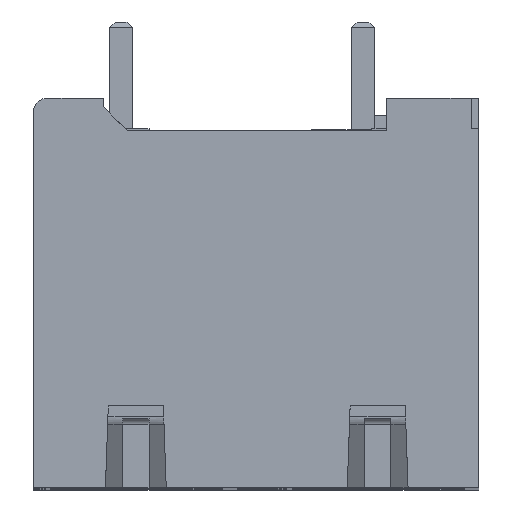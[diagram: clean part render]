
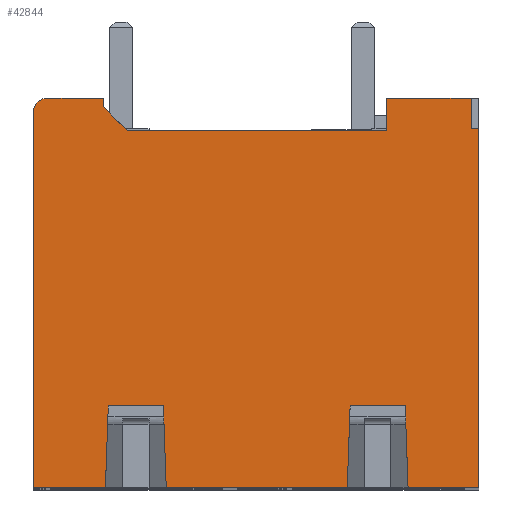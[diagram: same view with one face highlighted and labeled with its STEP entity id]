
A CAD part, top view. The second image highlights one B-rep face of the part: STEP entity #42844.
In plain terms, the highlighted planar face has unit normal (0, 0, 1).
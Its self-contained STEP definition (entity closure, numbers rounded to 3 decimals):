
#1071=DIRECTION('',(1.,0.,0.));
#1072=VECTOR('',#1071,2.462);
#1073=CARTESIAN_POINT('',(-3.,0.,2.2));
#1074=LINE('',#1073,#1072);
#1087=DIRECTION('',(1.,0.,0.));
#1088=VECTOR('',#1087,6.175);
#1089=CARTESIAN_POINT('',(1.537,0.,2.2));
#1090=LINE('',#1089,#1088);
#1103=DIRECTION('',(1.,0.,0.));
#1104=VECTOR('',#1103,2.413);
#1105=CARTESIAN_POINT('',(9.787,0.,2.2));
#1106=LINE('',#1105,#1104);
#9989=DIRECTION('',(-1.,0.,0.));
#9990=VECTOR('',#9989,2.878);
#9991=CARTESIAN_POINT('',(11.938,13.3,2.2));
#9992=LINE('',#9991,#9990);
#10013=DIRECTION('',(0.,-1.,0.));
#10014=VECTOR('',#10013,1.107);
#10015=CARTESIAN_POINT('',(9.059,13.3,2.2));
#10016=LINE('',#10015,#10014);
#10285=DIRECTION('',(-1.,0.,0.));
#10286=VECTOR('',#10285,8.853);
#10287=CARTESIAN_POINT('',(9.059,12.193,2.2));
#10288=LINE('',#10287,#10286);
#10807=DIRECTION('',(0.,1.,0.));
#10808=VECTOR('',#10807,0.295);
#10809=CARTESIAN_POINT('',(-0.605,13.005,2.2));
#10810=LINE('',#10809,#10808);
#10819=DIRECTION('',(-1.,0.,0.));
#10820=VECTOR('',#10819,1.895);
#10821=CARTESIAN_POINT('',(-0.605,13.3,2.2));
#10822=LINE('',#10821,#10820);
#11963=DIRECTION('',(0.,-1.,0.));
#11964=VECTOR('',#11963,12.25);
#11965=CARTESIAN_POINT('',(12.2,12.25,2.2));
#11966=LINE('',#11965,#11964);
#11967=DIRECTION('',(-0.035,0.999,0.));
#11968=VECTOR('',#11967,2.802);
#11969=CARTESIAN_POINT('',(9.787,0.,2.2));
#11970=LINE('',#11969,#11968);
#11971=DIRECTION('',(-1.,0.,0.));
#11972=VECTOR('',#11971,1.879);
#11973=CARTESIAN_POINT('',(9.69,2.8,2.2));
#11974=LINE('',#11973,#11972);
#11975=DIRECTION('',(-0.035,-0.999,0.));
#11976=VECTOR('',#11975,2.802);
#11977=CARTESIAN_POINT('',(7.811,2.8,2.2));
#11978=LINE('',#11977,#11976);
#11979=DIRECTION('',(-0.035,0.999,0.));
#11980=VECTOR('',#11979,2.802);
#11981=CARTESIAN_POINT('',(1.537,0.,2.2));
#11982=LINE('',#11981,#11980);
#11983=DIRECTION('',(-1.,0.,0.));
#11984=VECTOR('',#11983,1.879);
#11985=CARTESIAN_POINT('',(1.44,2.8,2.2));
#11986=LINE('',#11985,#11984);
#11987=DIRECTION('',(-0.035,-0.999,0.));
#11988=VECTOR('',#11987,2.802);
#11989=CARTESIAN_POINT('',(-0.439,2.8,
2.2));
#11990=LINE('',#11989,#11988);
#11991=DIRECTION('',(0.,1.,0.));
#11992=VECTOR('',#11991,12.8);
#11993=CARTESIAN_POINT('',(-3.,0.,2.2));
#11994=LINE('',#11993,#11992);
#11995=CARTESIAN_POINT('',(-2.5,12.8,2.2));
#11996=DIRECTION('',(0.,0.,-1.));
#11997=DIRECTION('',(-1.,0.,0.));
#11998=AXIS2_PLACEMENT_3D('',#11995,#11996,#11997);
#12000=DIRECTION('',(0.707,-0.707,0.));
#12001=VECTOR('',#12000,1.149);
#12002=CARTESIAN_POINT('',(-0.605,13.005,2.2));
#12003=LINE('',#12002,#12001);
#12004=DIRECTION('',(1.,0.,0.));
#12005=VECTOR('',#12004,0.262);
#12006=CARTESIAN_POINT('',(11.938,12.25,2.2));
#12007=LINE('',#12006,#12005);
#12320=DIRECTION('',(0.,1.,0.));
#12321=VECTOR('',#12320,1.05);
#12322=CARTESIAN_POINT('',(11.938,12.25,2.2));
#12323=LINE('',#12322,#12321);
#19457=CARTESIAN_POINT('',(12.2,12.25,2.2));
#19459=VERTEX_POINT('',#19457);
#19464=CARTESIAN_POINT('',(11.938,13.3,2.2));
#19465=VERTEX_POINT('',#19464);
#19466=CARTESIAN_POINT('',(9.059,13.3,2.2));
#19467=VERTEX_POINT('',#19466);
#19468=CARTESIAN_POINT('',(9.059,12.193,2.2));
#19469=VERTEX_POINT('',#19468);
#19518=CARTESIAN_POINT('',(0.207,12.193,2.2));
#19519=VERTEX_POINT('',#19518);
#19564=CARTESIAN_POINT('',(-0.605,13.005,2.2));
#19565=VERTEX_POINT('',#19564);
#19566=CARTESIAN_POINT('',(-0.605,13.3,2.2));
#19567=VERTEX_POINT('',#19566);
#19568=CARTESIAN_POINT('',(-2.5,13.3,2.2));
#19569=VERTEX_POINT('',#19568);
#19591=CARTESIAN_POINT('',(-3.,12.8,2.2));
#19592=VERTEX_POINT('',#19591);
#19593=CARTESIAN_POINT('',(11.938,12.25,2.2));
#19594=VERTEX_POINT('',#19593);
#19713=CARTESIAN_POINT('',(-0.439,2.8,
2.2));
#19714=CARTESIAN_POINT('',(-0.538,0.,2.2));
#19715=VERTEX_POINT('',#19713);
#19716=VERTEX_POINT('',#19714);
#19717=CARTESIAN_POINT('',(1.537,0.,2.2));
#19718=CARTESIAN_POINT('',(1.44,2.8,2.2));
#19719=VERTEX_POINT('',#19717);
#19720=VERTEX_POINT('',#19718);
#19721=CARTESIAN_POINT('',(7.811,2.8,2.2));
#19722=CARTESIAN_POINT('',(7.712,0.,2.2));
#19723=VERTEX_POINT('',#19721);
#19724=VERTEX_POINT('',#19722);
#19725=CARTESIAN_POINT('',(9.787,0.,2.2));
#19726=CARTESIAN_POINT('',(9.69,2.8,2.2));
#19727=VERTEX_POINT('',#19725);
#19728=VERTEX_POINT('',#19726);
#19729=CARTESIAN_POINT('',(-3.,0.,2.2));
#19730=VERTEX_POINT('',#19729);
#19731=CARTESIAN_POINT('',(12.2,0.,2.2));
#19732=VERTEX_POINT('',#19731);
#42807=CARTESIAN_POINT('',(0.,0.,2.2));
#42808=DIRECTION('',(0.,0.,1.));
#42809=DIRECTION('',(1.,0.,0.));
#42810=AXIS2_PLACEMENT_3D('',#42807,#42808,#42809);
#42811=PLANE('',#42810);
#42812=ORIENTED_EDGE('',*,*,#39841,.T.);
#42813=ORIENTED_EDGE('',*,*,#25271,.F.);
#42815=ORIENTED_EDGE('',*,*,#42814,.T.);
#42817=ORIENTED_EDGE('',*,*,#42816,.T.);
#42819=ORIENTED_EDGE('',*,*,#42818,.T.);
#42820=ORIENTED_EDGE('',*,*,#25263,.F.);
#42822=ORIENTED_EDGE('',*,*,#42821,.T.);
#42824=ORIENTED_EDGE('',*,*,#42823,.T.);
#42826=ORIENTED_EDGE('',*,*,#42825,.T.);
#42827=ORIENTED_EDGE('',*,*,#25255,.F.);
#42829=ORIENTED_EDGE('',*,*,#42828,.T.);
#42830=ORIENTED_EDGE('',*,*,#42800,.T.);
#42831=ORIENTED_EDGE('',*,*,#41192,.F.);
#42832=ORIENTED_EDGE('',*,*,#41173,.F.);
#42834=ORIENTED_EDGE('',*,*,#42833,.T.);
#42835=ORIENTED_EDGE('',*,*,#40616,.F.);
#42836=ORIENTED_EDGE('',*,*,#40026,.F.);
#42837=ORIENTED_EDGE('',*,*,#40003,.F.);
#42839=ORIENTED_EDGE('',*,*,#42838,.F.);
#42841=ORIENTED_EDGE('',*,*,#42840,.T.);
#42842=EDGE_LOOP('',(#42812,#42813,#42815,#42817,#42819,#42820,#42822,#42824,
#42826,#42827,#42829,#42830,#42831,#42832,#42834,#42835,#42836,#42837,#42839,
#42841));
#42843=FACE_OUTER_BOUND('',#42842,.F.);
#11999=CIRCLE('',#11998,0.5);
#25255=EDGE_CURVE('',#19730,#19716,#1074,.T.);
#25263=EDGE_CURVE('',#19719,#19724,#1090,.T.);
#25271=EDGE_CURVE('',#19727,#19732,#1106,.T.);
#39841=EDGE_CURVE('',#19459,#19732,#11966,.T.);
#40003=EDGE_CURVE('',#19465,#19467,#9992,.T.);
#40026=EDGE_CURVE('',#19467,#19469,#10016,.T.);
#40616=EDGE_CURVE('',#19469,#19519,#10288,.T.);
#41173=EDGE_CURVE('',#19565,#19567,#10810,.T.);
#41192=EDGE_CURVE('',#19567,#19569,#10822,.T.);
#42800=EDGE_CURVE('',#19592,#19569,#11999,.T.);
#42814=EDGE_CURVE('',#19727,#19728,#11970,.T.);
#42816=EDGE_CURVE('',#19728,#19723,#11974,.T.);
#42818=EDGE_CURVE('',#19723,#19724,#11978,.T.);
#42821=EDGE_CURVE('',#19719,#19720,#11982,.T.);
#42823=EDGE_CURVE('',#19720,#19715,#11986,.T.);
#42825=EDGE_CURVE('',#19715,#19716,#11990,.T.);
#42828=EDGE_CURVE('',#19730,#19592,#11994,.T.);
#42833=EDGE_CURVE('',#19565,#19519,#12003,.T.);
#42838=EDGE_CURVE('',#19594,#19465,#12323,.T.);
#42840=EDGE_CURVE('',#19594,#19459,#12007,.T.);
#42844=ADVANCED_FACE('',(#42843),#42811,.T.);
